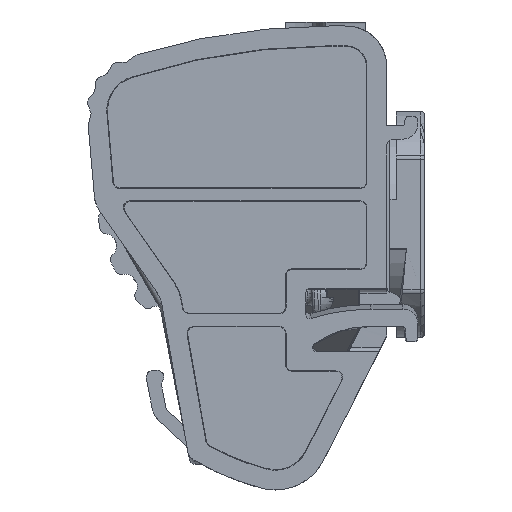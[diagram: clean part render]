
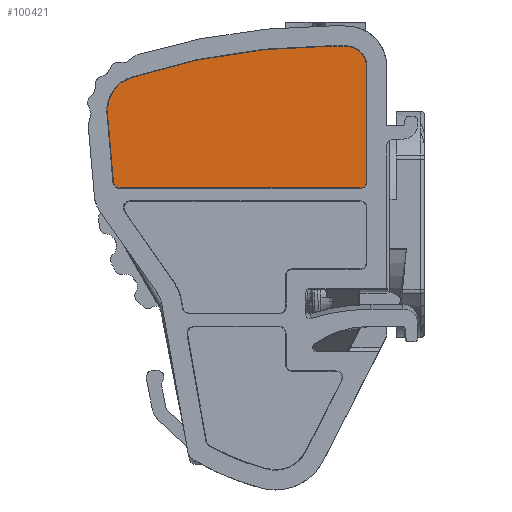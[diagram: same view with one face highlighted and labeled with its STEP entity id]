
A CAD part, left-side view. The second image highlights one B-rep face of the part: STEP entity #100421.
In plain terms, the highlighted planar face has unit normal (-1, 0, 0).
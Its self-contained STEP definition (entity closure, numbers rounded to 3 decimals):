
#31131=DIRECTION('',(0.,-1.,0.));
#31132=VECTOR('',#31131,17.766);
#31133=CARTESIAN_POINT('',(-134.4,9.066,
17.5));
#31134=LINE('',#31133,#31132);
#31147=CARTESIAN_POINT('',(-134.4,9.066,17.5));
#31148=CARTESIAN_POINT('',(-134.4,9.219,17.5));
#31149=CARTESIAN_POINT('',(-134.4,9.423,17.611));
#31150=CARTESIAN_POINT('',(-134.4,9.551,17.804));
#31151=CARTESIAN_POINT('',(-134.4,9.564,17.956));
#31153=DIRECTION('',(0.,0.087,0.996));
#31154=VECTOR('',#31153,5.069);
#31155=CARTESIAN_POINT('',(-134.4,9.564,
17.956));
#31156=LINE('',#31155,#31154);
#31157=CARTESIAN_POINT('',(-134.4,7.445,23.23));
#31158=DIRECTION('',(1.,0.,0.));
#31159=DIRECTION('',(0.,0.996,-0.087));
#31160=AXIS2_PLACEMENT_3D('',#31157,#31158,#31159);
#31162=CARTESIAN_POINT('',(-134.4,-6.637,-20.488));
#31163=DIRECTION('',(1.,0.,0.));
#31164=DIRECTION('',(0.,0.307,0.952));
#31165=AXIS2_PLACEMENT_3D('',#31162,#31163,#31164);
#31167=CARTESIAN_POINT('',(-134.4,-6.637,-20.488));
#31168=DIRECTION('',(1.,0.,0.));
#31169=DIRECTION('',(0.,0.,1.));
#31170=AXIS2_PLACEMENT_3D('',#31167,#31168,#31169);
#31172=CARTESIAN_POINT('',(-134.4,-7.7,26.5));
#31173=DIRECTION('',(1.,0.,0.));
#31174=DIRECTION('',(0.,-0.023,1.));
#31175=AXIS2_PLACEMENT_3D('',#31172,#31173,#31174);
#31177=CARTESIAN_POINT('',(-134.4,-9.2,18.));
#31178=CARTESIAN_POINT('',(-134.4,-9.2,17.833));
#31179=CARTESIAN_POINT('',(-134.4,-9.074,17.626));
#31180=CARTESIAN_POINT('',(-134.4,-8.867,17.5));
#31181=CARTESIAN_POINT('',(-134.4,-8.7,17.5));
#31195=DIRECTION('',(0.,0.,1.));
#31196=VECTOR('',#31195,8.5);
#31197=CARTESIAN_POINT('',(-134.4,-9.2,
18.));
#31198=LINE('',#31197,#31196);
#58212=CARTESIAN_POINT('',(-134.4,9.066,
17.5));
#58213=VERTEX_POINT('',#58212);
#58214=CARTESIAN_POINT('',(-134.4,-8.7,
17.5));
#58215=VERTEX_POINT('',#58214);
#58216=CARTESIAN_POINT('',(-134.4,9.564,
17.956));
#58217=VERTEX_POINT('',#58216);
#58218=CARTESIAN_POINT('',(-134.4,10.006,23.006));
#58219=VERTEX_POINT('',#58218);
#58220=CARTESIAN_POINT('',(-134.4,8.233,25.676));
#58221=VERTEX_POINT('',#58220);
#58222=CARTESIAN_POINT('',(-134.4,-6.637,28.012));
#58223=CARTESIAN_POINT('',(-134.4,-7.734,28.));
#58224=VERTEX_POINT('',#58222);
#58225=VERTEX_POINT('',#58223);
#58226=CARTESIAN_POINT('',(-134.4,-9.2,26.5));
#58227=VERTEX_POINT('',#58226);
#58228=CARTESIAN_POINT('',(-134.4,-9.2,
18.));
#58229=VERTEX_POINT('',#58228);
#100400=CARTESIAN_POINT('',(-134.4,7.5,0.));
#100401=DIRECTION('',(-1.,0.,0.));
#100402=DIRECTION('',(0.,0.,1.));
#100403=AXIS2_PLACEMENT_3D('',#100400,#100401,#100402);
#100404=PLANE('',#100403);
#100405=ORIENTED_EDGE('',*,*,#100365,.T.);
#100406=ORIENTED_EDGE('',*,*,#100381,.T.);
#100407=ORIENTED_EDGE('',*,*,#100391,.T.);
#100409=ORIENTED_EDGE('',*,*,#100408,.T.);
#100411=ORIENTED_EDGE('',*,*,#100410,.T.);
#100413=ORIENTED_EDGE('',*,*,#100412,.T.);
#100415=ORIENTED_EDGE('',*,*,#100414,.F.);
#100417=ORIENTED_EDGE('',*,*,#100416,.T.);
#100418=ORIENTED_EDGE('',*,*,#100350,.F.);
#100419=EDGE_LOOP('',(#100405,#100406,#100407,#100409,#100411,#100413,#100415,
#100417,#100418));
#100420=FACE_OUTER_BOUND('',#100419,.F.);
#100421=ADVANCED_FACE('',(#100420),#100404,.T.);
#31152=B_SPLINE_CURVE_WITH_KNOTS('',3,(#31147,#31148,#31149,#31150,#31151),
.UNSPECIFIED.,.F.,.F.,(4,1,4),(0.,0.5,1.),.UNSPECIFIED.);
#31161=CIRCLE('',#31160,2.57);
#31166=CIRCLE('',#31165,48.5);
#31171=CIRCLE('',#31170,48.5);
#31176=CIRCLE('',#31175,1.5);
#31182=B_SPLINE_CURVE_WITH_KNOTS('',3,(#31177,#31178,#31179,#31180,#31181),
.UNSPECIFIED.,.F.,.F.,(4,1,4),(0.,0.5,1.),.UNSPECIFIED.);
#100350=EDGE_CURVE('',#58213,#58215,#31134,.T.);
#100365=EDGE_CURVE('',#58213,#58217,#31152,.T.);
#100381=EDGE_CURVE('',#58217,#58219,#31156,.T.);
#100391=EDGE_CURVE('',#58219,#58221,#31161,.T.);
#100408=EDGE_CURVE('',#58221,#58224,#31166,.T.);
#100410=EDGE_CURVE('',#58224,#58225,#31171,.T.);
#100412=EDGE_CURVE('',#58225,#58227,#31176,.T.);
#100414=EDGE_CURVE('',#58229,#58227,#31198,.T.);
#100416=EDGE_CURVE('',#58229,#58215,#31182,.T.);
